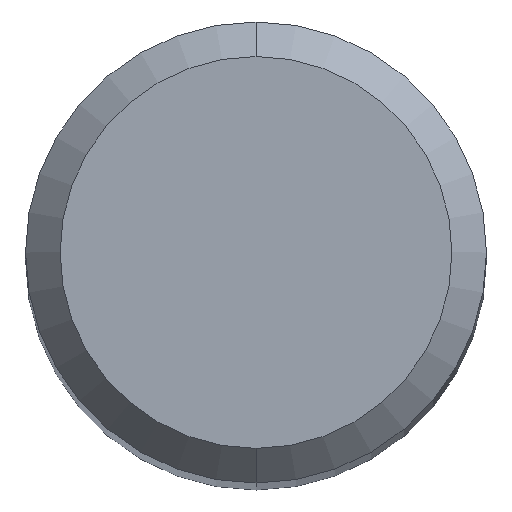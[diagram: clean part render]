
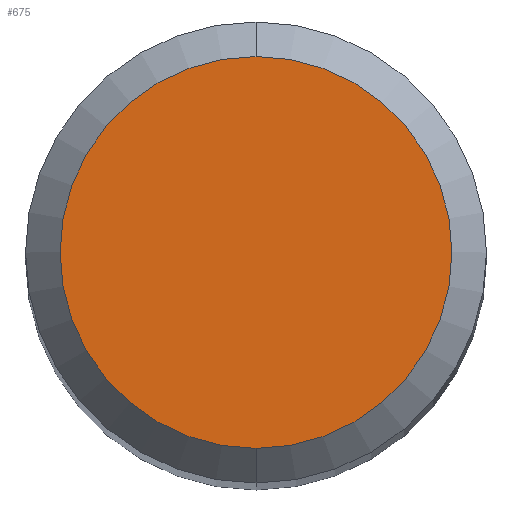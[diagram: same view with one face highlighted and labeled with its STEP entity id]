
A CAD part, top view. The second image highlights one B-rep face of the part: STEP entity #675.
In plain terms, the highlighted planar face has unit normal (0, 0, 1).
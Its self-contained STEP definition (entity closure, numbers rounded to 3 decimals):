
#457=VERTEX_POINT('',#1287);
#499=EDGE_CURVE('',#457,#521,#1334,.T.);
#521=VERTEX_POINT('',#1356);
#675=ADVANCED_FACE('',(#1520),#1521,.T.);
#903=EDGE_CURVE('',#521,#457,#1770,.T.);
#1287=CARTESIAN_POINT('',(0.0,1.7,0.0));
#1334=CIRCLE('',#2463,1.7);
#1356=CARTESIAN_POINT('',(0.,-1.7,0.0));
#1520=FACE_OUTER_BOUND('',#3100,.T.);
#1521=PLANE('',#3101);
#1770=CIRCLE('',#4189,1.7);
#2463=AXIS2_PLACEMENT_3D('',#5645,#5646,#5647);
#3100=EDGE_LOOP('',(#5798,#5799));
#3101=AXIS2_PLACEMENT_3D('',#5800,#5801,#5802);
#4189=AXIS2_PLACEMENT_3D('',#6059,#6060,#6061);
#5645=CARTESIAN_POINT('',(0.0,0.0,0.0));
#5646=DIRECTION('',(0.0,0.0,-1.0));
#5647=DIRECTION('',(0.0,1.0,0.0));
#5798=ORIENTED_EDGE('',*,*,#499,.F.);
#5799=ORIENTED_EDGE('',*,*,#903,.F.);
#5800=CARTESIAN_POINT('',(0.0,0.85,0.0));
#5801=DIRECTION('',(-0.0,0.0,1.0));
#5802=DIRECTION('',(0.0,-1.0,0.0));
#6059=CARTESIAN_POINT('',(0.0,0.0,0.0));
#6060=DIRECTION('',(0.0,0.0,-1.0));
#6061=DIRECTION('',(0.0,1.0,0.0));
